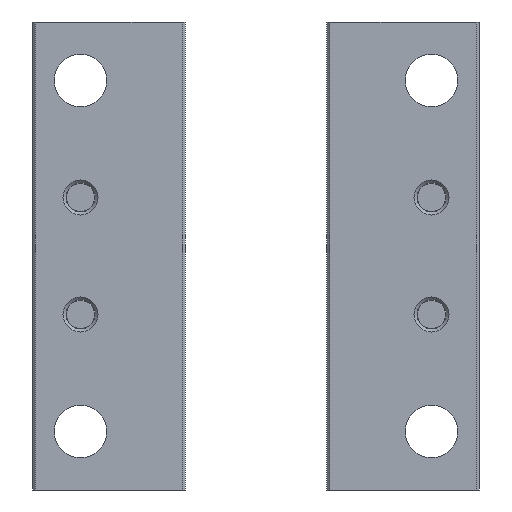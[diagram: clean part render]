
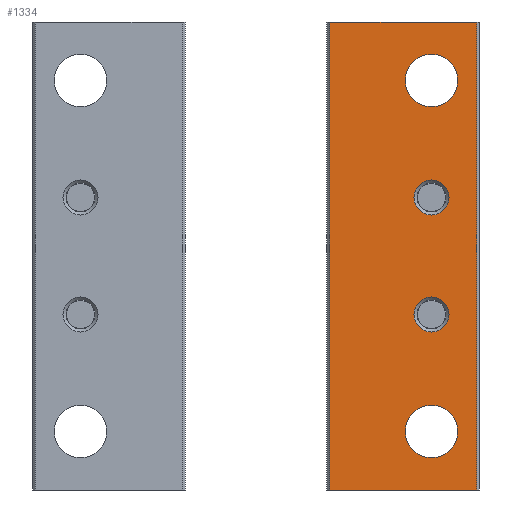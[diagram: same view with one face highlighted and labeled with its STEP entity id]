
A CAD part, front view. The second image highlights one B-rep face of the part: STEP entity #1334.
In plain terms, the highlighted planar face has unit normal (0, -1, 0).
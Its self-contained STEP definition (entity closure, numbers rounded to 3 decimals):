
#140=CIRCLE('',#1453,3.);
#141=CIRCLE('',#1454,3.);
#142=CIRCLE('',#1455,4.5);
#143=CIRCLE('',#1456,4.5);
#210=ORIENTED_EDGE('',*,*,#577,.F.);
#211=ORIENTED_EDGE('',*,*,#578,.F.);
#212=ORIENTED_EDGE('',*,*,#579,.T.);
#213=ORIENTED_EDGE('',*,*,#580,.T.);
#214=ORIENTED_EDGE('',*,*,#581,.T.);
#215=ORIENTED_EDGE('',*,*,#582,.F.);
#216=ORIENTED_EDGE('',*,*,#583,.F.);
#217=ORIENTED_EDGE('',*,*,#575,.T.);
#575=EDGE_CURVE('',#759,#758,#890,.T.);
#577=EDGE_CURVE('',#760,#760,#140,.T.);
#578=EDGE_CURVE('',#761,#761,#141,.T.);
#579=EDGE_CURVE('',#762,#762,#142,.T.);
#580=EDGE_CURVE('',#763,#763,#143,.T.);
#581=EDGE_CURVE('',#758,#764,#892,.T.);
#582=EDGE_CURVE('',#765,#764,#893,.T.);
#583=EDGE_CURVE('',#759,#765,#894,.T.);
#758=VERTEX_POINT('',#2007);
#759=VERTEX_POINT('',#2009);
#760=VERTEX_POINT('',#2013);
#761=VERTEX_POINT('',#2015);
#762=VERTEX_POINT('',#2017);
#763=VERTEX_POINT('',#2019);
#764=VERTEX_POINT('',#2021);
#765=VERTEX_POINT('',#2023);
#890=LINE('',#2008,#984);
#892=LINE('',#2020,#986);
#893=LINE('',#2022,#987);
#894=LINE('',#2024,#988);
#984=VECTOR('',#1612,1000.);
#986=VECTOR('',#1624,1000.);
#987=VECTOR('',#1625,1000.);
#988=VECTOR('',#1626,1000.);
#1071=EDGE_LOOP('',(#210));
#1072=EDGE_LOOP('',(#211));
#1073=EDGE_LOOP('',(#212));
#1074=EDGE_LOOP('',(#213));
#1075=EDGE_LOOP('',(#214,#215,#216,#217));
#1187=FACE_BOUND('',#1071,.T.);
#1188=FACE_BOUND('',#1072,.T.);
#1189=FACE_BOUND('',#1073,.T.);
#1190=FACE_BOUND('',#1074,.T.);
#1191=FACE_BOUND('',#1075,.T.);
#1304=PLANE('',#1452);
#1334=ADVANCED_FACE('',(#1187,#1188,#1189,#1190,#1191),#1304,.F.);
#1452=AXIS2_PLACEMENT_3D('',#2011,#1614,#1615);
#1453=AXIS2_PLACEMENT_3D('',#2012,#1616,#1617);
#1454=AXIS2_PLACEMENT_3D('',#2014,#1618,#1619);
#1455=AXIS2_PLACEMENT_3D('',#2016,#1620,#1621);
#1456=AXIS2_PLACEMENT_3D('',#2018,#1622,#1623);
#1612=DIRECTION('',(-1.,0.,0.));
#1614=DIRECTION('',(0.,1.,0.));
#1615=DIRECTION('',(0.,0.,1.));
#1616=DIRECTION('',(0.,-1.,0.));
#1617=DIRECTION('',(0.,0.,-1.));
#1618=DIRECTION('',(0.,-1.,0.));
#1619=DIRECTION('',(0.,0.,-1.));
#1620=DIRECTION('',(0.,1.,0.));
#1621=DIRECTION('',(1.,0.,0.));
#1622=DIRECTION('',(0.,1.,0.));
#1623=DIRECTION('',(1.,0.,0.));
#1624=DIRECTION('',(0.,0.,-1.));
#1625=DIRECTION('',(-1.,0.,0.));
#1626=DIRECTION('',(0.,0.,-1.));
#2007=CARTESIAN_POINT('',(-40.,0.,7.7));
#2008=CARTESIAN_POINT('',(40.,0.,7.7));
#2009=CARTESIAN_POINT('',(40.,0.,7.7));
#2011=CARTESIAN_POINT('',(40.,0.,7.7));
#2012=CARTESIAN_POINT('',(-10.,0.,0.));
#2013=CARTESIAN_POINT('',(-10.,0.,-3.));
#2014=CARTESIAN_POINT('',(10.,0.,0.));
#2015=CARTESIAN_POINT('',(10.,0.,-3.));
#2016=CARTESIAN_POINT('',(-30.,0.,0.));
#2017=CARTESIAN_POINT('',(-25.5,0.,0.));
#2018=CARTESIAN_POINT('',(30.,0.,0.));
#2019=CARTESIAN_POINT('',(34.5,0.,0.));
#2020=CARTESIAN_POINT('',(-40.,0.,7.7));
#2021=CARTESIAN_POINT('',(-40.,0.,-17.4));
#2022=CARTESIAN_POINT('',(40.,0.,-17.4));
#2023=CARTESIAN_POINT('',(40.,0.,-17.4));
#2024=CARTESIAN_POINT('',(40.,0.,7.7));
